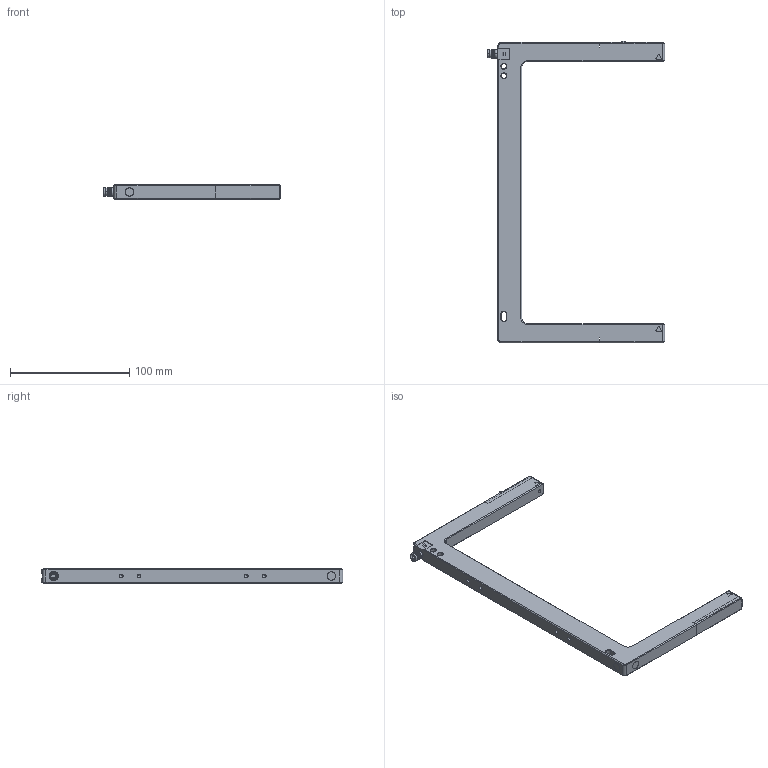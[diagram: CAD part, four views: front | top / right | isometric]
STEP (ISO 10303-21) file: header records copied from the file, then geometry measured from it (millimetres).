
FILE_DESCRIPTION((''),'2;1');
FILE_NAME('137661_SW','2007-12-26T',('banengservice'),('BANNER ENGINEERING'),'PRO/ENGINEER BY PARAMETRIC TECHNOLOGY CORPORATION, 2006170','PRO/ENGINEER BY PARAMETRIC TECHNOLOGY CORPORATION, 2006170','');
FILE_SCHEMA(('CONFIG_CONTROL_DESIGN'));
Length unit declared in the file: inch
Products named in the file (1): 137661_SW
Bounding box: 148.99 x 253 x 12 mm (x, y, z)
Volume: 87180.8 mm3; surface area: 47654 mm2
Topology: 2 solids, 2 shells, 1095 faces, 2876 edges, 1817 vertices
Faces by surface type: plane 589, cylinder 336, cone 124, torus 30, bspline 16
Entity records: 39207 total; most frequent: CARTESIAN_POINT 12019, ORIENTED_EDGE 5728, DIRECTION 5595, EDGE_CURVE 2864, AXIS2_PLACEMENT_3D 1875, VECTOR 1845, LINE 1845, VERTEX_POINT 1817
